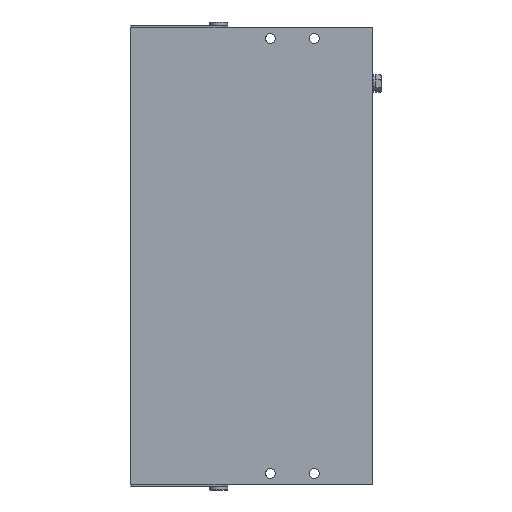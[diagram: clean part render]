
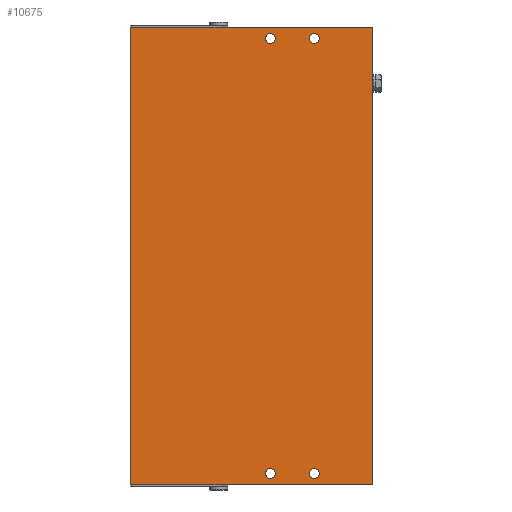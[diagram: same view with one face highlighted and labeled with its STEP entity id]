
A CAD part, front view. The second image highlights one B-rep face of the part: STEP entity #10675.
In plain terms, the highlighted planar face has unit normal (0, -1, 0).
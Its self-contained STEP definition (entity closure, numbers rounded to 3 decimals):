
#721=CIRCLE('',#11951,2.25);
#722=CIRCLE('',#11952,2.25);
#723=CIRCLE('',#11953,2.25);
#724=CIRCLE('',#11954,2.25);
#1546=ORIENTED_EDGE('',*,*,#4253,.T.);
#1547=ORIENTED_EDGE('',*,*,#4254,.T.);
#1548=ORIENTED_EDGE('',*,*,#4255,.T.);
#1549=ORIENTED_EDGE('',*,*,#4256,.T.);
#1550=ORIENTED_EDGE('',*,*,#4257,.T.);
#1551=ORIENTED_EDGE('',*,*,#4258,.F.);
#1552=ORIENTED_EDGE('',*,*,#4230,.F.);
#1553=ORIENTED_EDGE('',*,*,#3859,.T.);
#3859=EDGE_CURVE('',#5218,#5217,#6302,.T.);
#4230=EDGE_CURVE('',#5218,#5574,#6471,.T.);
#4253=EDGE_CURVE('',#5605,#5605,#721,.T.);
#4254=EDGE_CURVE('',#5606,#5606,#722,.T.);
#4255=EDGE_CURVE('',#5607,#5607,#723,.T.);
#4256=EDGE_CURVE('',#5608,#5608,#724,.T.);
#4257=EDGE_CURVE('',#5217,#5609,#6484,.T.);
#4258=EDGE_CURVE('',#5574,#5609,#6485,.T.);
#5217=VERTEX_POINT('',#16601);
#5218=VERTEX_POINT('',#16603);
#5574=VERTEX_POINT('',#17319);
#5605=VERTEX_POINT('',#17415);
#5606=VERTEX_POINT('',#17417);
#5607=VERTEX_POINT('',#17419);
#5608=VERTEX_POINT('',#17421);
#5609=VERTEX_POINT('',#17423);
#6302=LINE('',#16602,#6979);
#6471=LINE('',#17344,#7148);
#6484=LINE('',#17422,#7161);
#6485=LINE('',#17424,#7162);
#6979=VECTOR('',#13133,1000.);
#7148=VECTOR('',#13710,1000.);
#7161=VECTOR('',#13757,1000.);
#7162=VECTOR('',#13758,1000.);
#7848=EDGE_LOOP('',(#1546));
#7849=EDGE_LOOP('',(#1547));
#7850=EDGE_LOOP('',(#1548));
#7851=EDGE_LOOP('',(#1549));
#7852=EDGE_LOOP('',(#1550,#1551,#1552,#1553));
#9157=FACE_BOUND('',#7848,.T.);
#9158=FACE_BOUND('',#7849,.T.);
#9159=FACE_BOUND('',#7850,.T.);
#9160=FACE_BOUND('',#7851,.T.);
#9161=FACE_BOUND('',#7852,.T.);
#10300=PLANE('',#11950);
#10675=ADVANCED_FACE('',(#9157,#9158,#9159,#9160,#9161),#10300,.F.);
#11950=AXIS2_PLACEMENT_3D('',#17413,#13747,#13748);
#11951=AXIS2_PLACEMENT_3D('',#17414,#13749,#13750);
#11952=AXIS2_PLACEMENT_3D('',#17416,#13751,#13752);
#11953=AXIS2_PLACEMENT_3D('',#17418,#13753,#13754);
#11954=AXIS2_PLACEMENT_3D('',#17420,#13755,#13756);
#13133=DIRECTION('',(0.,0.,-1.));
#13710=DIRECTION('',(1.,0.,0.));
#13747=DIRECTION('',(0.,1.,0.));
#13748=DIRECTION('',(0.,0.,1.));
#13749=DIRECTION('',(0.,1.,0.));
#13750=DIRECTION('',(0.,0.,1.));
#13751=DIRECTION('',(0.,1.,0.));
#13752=DIRECTION('',(0.,0.,1.));
#13753=DIRECTION('',(0.,1.,0.));
#13754=DIRECTION('',(0.,0.,1.));
#13755=DIRECTION('',(0.,1.,0.));
#13756=DIRECTION('',(0.,0.,1.));
#13757=DIRECTION('',(1.,0.,0.));
#13758=DIRECTION('',(0.,0.,-1.));
#16601=CARTESIAN_POINT('',(0.,-33.8,0.));
#16602=CARTESIAN_POINT('',(0.,-33.8,208.));
#16603=CARTESIAN_POINT('',(0.,-33.8,208.));
#17319=CARTESIAN_POINT('',(110.,-33.8,208.));
#17344=CARTESIAN_POINT('',(0.,-33.8,208.));
#17413=CARTESIAN_POINT('',(0.,-33.8,208.));
#17414=CARTESIAN_POINT('',(46.5,-33.8,5.));
#17415=CARTESIAN_POINT('',(46.5,-33.8,7.25));
#17416=CARTESIAN_POINT('',(26.5,-33.8,203.));
#17417=CARTESIAN_POINT('',(26.5,-33.8,205.25));
#17418=CARTESIAN_POINT('',(46.5,-33.8,203.));
#17419=CARTESIAN_POINT('',(46.5,-33.8,205.25));
#17420=CARTESIAN_POINT('',(26.5,-33.8,5.));
#17421=CARTESIAN_POINT('',(26.5,-33.8,7.25));
#17422=CARTESIAN_POINT('',(0.,-33.8,0.));
#17423=CARTESIAN_POINT('',(110.,-33.8,0.));
#17424=CARTESIAN_POINT('',(110.,-33.8,208.));
